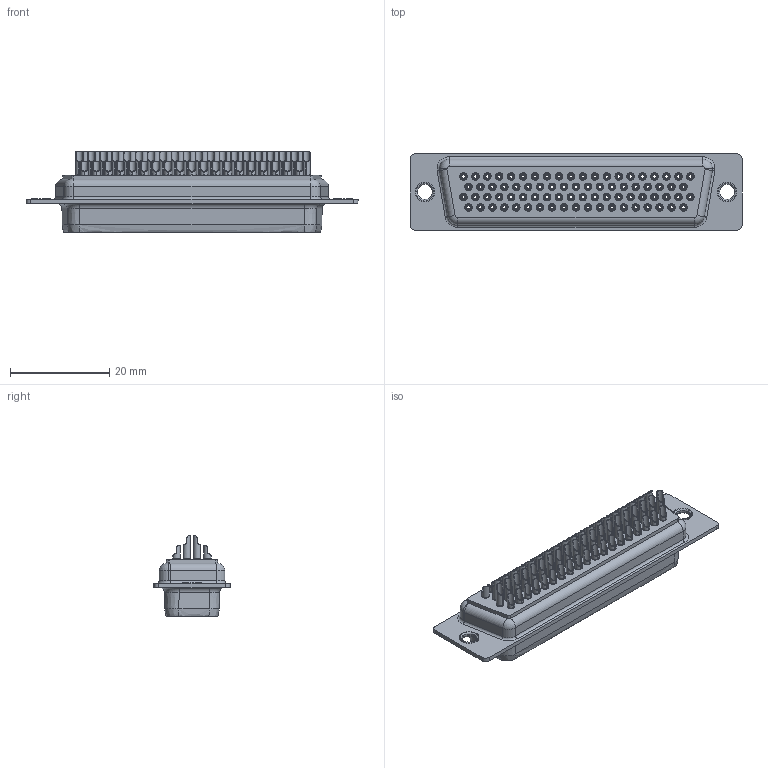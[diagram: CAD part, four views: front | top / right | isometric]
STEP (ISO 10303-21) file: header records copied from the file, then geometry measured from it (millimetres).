
FILE_DESCRIPTION (( 'STEP AP214' ), '1' );
FILE_NAME ('FDB7803-F0WS300K6K-REF.STEP', '2025-12-16T03:21:02', ( '' ), ( '' ), 'SwSTEP 2.0', 'SolidWorks 2021', '' );
FILE_SCHEMA (( 'AUTOMOTIVE_DESIGN' ));
Length unit declared in the file: millimetre
Products named in the file (1): FDB7803-F0WS300K6K-REF
Bounding box: 67 x 15.4 x 16.3 mm (x, y, z)
Volume: 6952.2 mm3; surface area: 12388.5 mm2
Topology: 1 solids, 1 shells, 2433 faces, 6918 edges, 4491 vertices
Faces by surface type: cylinder 1204, plane 1036, cone 161, torus 24, bspline 8
Entity records: 82759 total; most frequent: CARTESIAN_POINT 19656, ORIENTED_EDGE 13836, DIRECTION 12865, EDGE_CURVE 6918, AXIS2_PLACEMENT_3D 4560, VERTEX_POINT 4491, LINE 3745, VECTOR 3745
